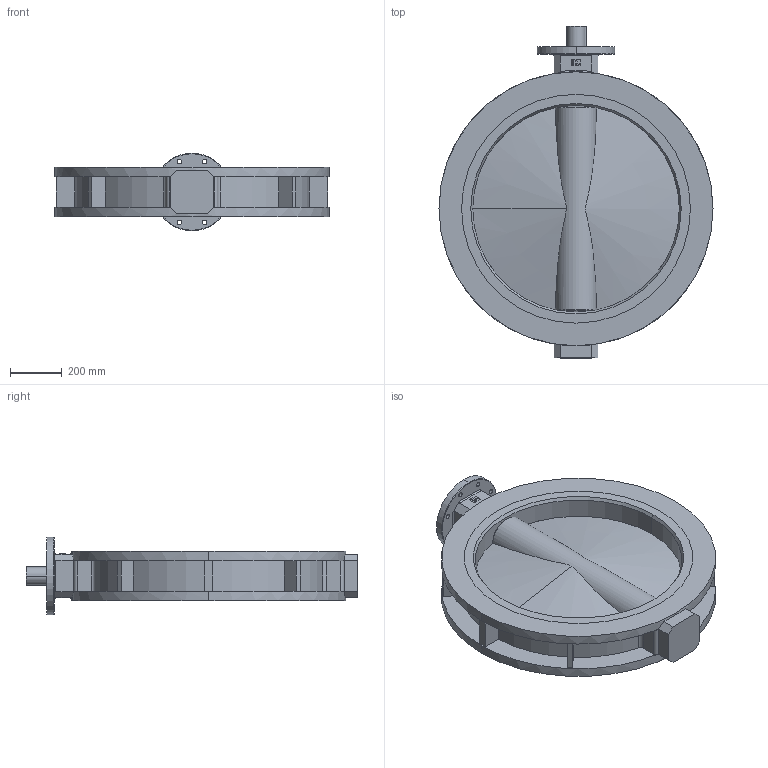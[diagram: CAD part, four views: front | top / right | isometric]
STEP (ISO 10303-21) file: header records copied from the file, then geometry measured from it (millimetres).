
FILE_DESCRIPTION (( 'STEP AP214' ), '1' );
FILE_NAME ('D40800.step', '2013-07-30T15:17:28', ( 'mbuehlmann' ), ( '' ), 'SwSTEP 2.0', 'SolidWorks 2012', '' );
FILE_SCHEMA (( 'AUTOMOTIVE_DESIGN' ));
Length unit declared in the file: millimetre
Products named in the file (6): ia-Logo26; ia-Keil_ia-Keil800; ia-scheibe250_ia-scheibe800; ia-Dichtungbasic_Dichtung800; BO.D40800.__; D40800
Assembly tree (5 placements, depth 2):
  D40800
    BO.D40800.__
    ia-Dichtungbasic_Dichtung800
    ia-scheibe250_ia-scheibe800
    ia-Keil_ia-Keil800
    ia-Logo26
Bounding box: 1060 x 1284 x 300 mm (x, y, z)
Volume: 86864862.1 mm3; surface area: 4931286.3 mm2
Topology: 5 solids, 5 shells, 166 faces, 440 edges, 286 vertices
Faces by surface type: plane 82, cylinder 52, cone 16, torus 14, sphere 2
Entity records: 5863 total; most frequent: CARTESIAN_POINT 1440, DIRECTION 889, ORIENTED_EDGE 874, EDGE_CURVE 437, AXIS2_PLACEMENT_3D 322, VERTEX_POINT 285, LINE 245, VECTOR 245
